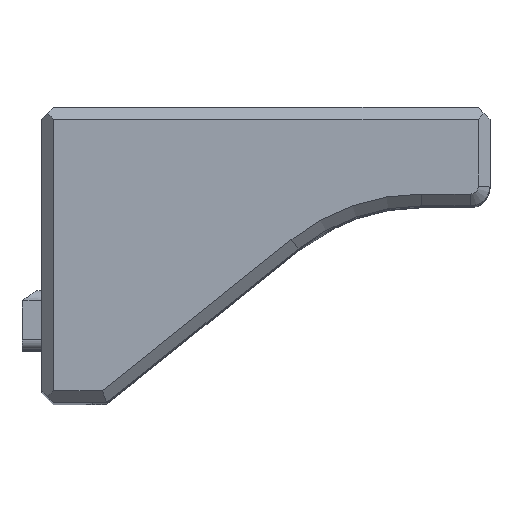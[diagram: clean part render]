
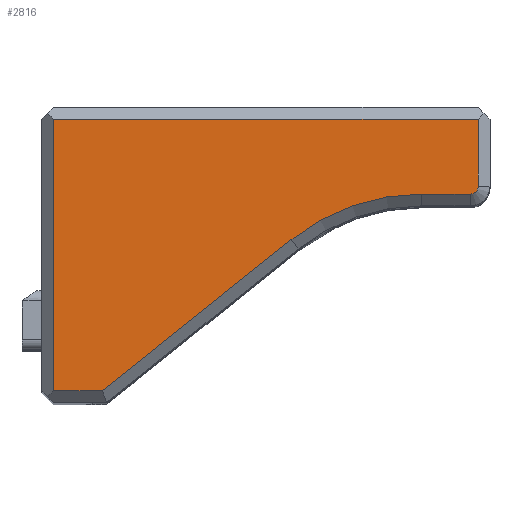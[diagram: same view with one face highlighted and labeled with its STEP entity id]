
A CAD part, top view. The second image highlights one B-rep face of the part: STEP entity #2816.
In plain terms, the highlighted planar face has unit normal (0, 0, 1).
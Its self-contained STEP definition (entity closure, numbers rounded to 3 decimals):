
#127 = CARTESIAN_POINT ( 'NONE',  ( 19.298, -4.4, -109.427 ) ) ;
#189 = VERTEX_POINT ( 'NONE', #127 ) ;
#270 = CARTESIAN_POINT ( 'NONE',  ( 0.6, -15., -109.427 ) ) ;
#305 = VECTOR ( 'NONE', #2511, 1000. ) ;
#334 = CARTESIAN_POINT ( 'NONE',  ( 22.188, -15., -109.427 ) ) ;
#341 = CIRCLE ( 'NONE', #3926, 10.6 ) ;
#395 = EDGE_CURVE ( 'NONE', #4515, #3772, #725, .T. ) ;
#505 = DIRECTION ( 'NONE',  ( 0., 0., 1. ) ) ;
#510 = CIRCLE ( 'NONE', #1959, 0.4 ) ;
#516 = ORIENTED_EDGE ( 'NONE', *, *, #3745, .T. ) ;
#709 = LINE ( 'NONE', #4624, #2375 ) ;
#715 = LINE ( 'NONE', #2175, #1924 ) ;
#725 = LINE ( 'NONE', #2547, #3665 ) ;
#841 = CARTESIAN_POINT ( 'NONE',  ( 21.787, -4.4, -109.427 ) ) ;
#845 = VECTOR ( 'NONE', #2988, 1000. ) ;
#985 = EDGE_CURVE ( 'NONE', #1261, #4350, #510, .T. ) ;
#1063 = EDGE_CURVE ( 'NONE', #3020, #3137, #709, .T. ) ;
#1083 = DIRECTION ( 'NONE',  ( -1., 0., 0. ) ) ;
#1156 = VERTEX_POINT ( 'NONE', #2234 ) ;
#1184 = CARTESIAN_POINT ( 'NONE',  ( 22.188, -0.6, -109.427 ) ) ;
#1261 = VERTEX_POINT ( 'NONE', #841 ) ;
#1358 = ORIENTED_EDGE ( 'NONE', *, *, #1063, .T. ) ;
#1445 = DIRECTION ( 'NONE',  ( 0., 0., -1. ) ) ;
#1554 = LINE ( 'NONE', #1880, #845 ) ;
#1583 = CARTESIAN_POINT ( 'NONE',  ( 0., -15., -109.427 ) ) ;
#1880 = CARTESIAN_POINT ( 'NONE',  ( 21.787, -4.4, -109.427 ) ) ;
#1924 = VECTOR ( 'NONE', #2486, 1000. ) ;
#1959 = AXIS2_PLACEMENT_3D ( 'NONE', #1972, #2385, #3844 ) ;
#1972 = CARTESIAN_POINT ( 'NONE',  ( 21.787, -4., -109.427 ) ) ;
#1987 = FACE_OUTER_BOUND ( 'NONE', #2602, .T. ) ;
#1990 = ORIENTED_EDGE ( 'NONE', *, *, #2428, .T. ) ;
#2016 = DIRECTION ( 'NONE',  ( 1., 0., 0. ) ) ;
#2165 = CARTESIAN_POINT ( 'NONE',  ( 19.298, -15., -109.427 ) ) ;
#2169 = DIRECTION ( 'NONE',  ( 0.781, 0.625, 0. ) ) ;
#2175 = CARTESIAN_POINT ( 'NONE',  ( 3.3, -14.4, -109.427 ) ) ;
#2234 = CARTESIAN_POINT ( 'NONE',  ( 0.6, -14.4, -109.427 ) ) ;
#2375 = VECTOR ( 'NONE', #2169, 1000. ) ;
#2385 = DIRECTION ( 'NONE',  ( 0., 0., 1. ) ) ;
#2428 = EDGE_CURVE ( 'NONE', #1156, #3020, #715, .T. ) ;
#2469 = CARTESIAN_POINT ( 'NONE',  ( 3.089, -14.4, -109.427 ) ) ;
#2486 = DIRECTION ( 'NONE',  ( 1., 0., 0. ) ) ;
#2511 = DIRECTION ( 'NONE',  ( 0., 1., 0. ) ) ;
#2547 = CARTESIAN_POINT ( 'NONE',  ( 0., -0.6, -109.427 ) ) ;
#2570 = CARTESIAN_POINT ( 'NONE',  ( 0.6, -0.6, -109.427 ) ) ;
#2602 = EDGE_LOOP ( 'NONE', ( #1358, #516, #3321, #3047, #4178, #3248, #2890, #1990 ) ) ;
#2605 = VECTOR ( 'NONE', #2829, 1000. ) ;
#2683 = AXIS2_PLACEMENT_3D ( 'NONE', #1583, #505, #2016 ) ;
#2816 = ADVANCED_FACE ( 'NONE', ( #1987 ), #3832, .T. ) ;
#2829 = DIRECTION ( 'NONE',  ( 0., -1., 0. ) ) ;
#2890 = ORIENTED_EDGE ( 'NONE', *, *, #3015, .T. ) ;
#2986 = CARTESIAN_POINT ( 'NONE',  ( 12.672, -6.726, -109.427 ) ) ;
#2988 = DIRECTION ( 'NONE',  ( 1., 0., 0. ) ) ;
#3015 = EDGE_CURVE ( 'NONE', #3772, #1156, #3542, .T. ) ;
#3020 = VERTEX_POINT ( 'NONE', #2469 ) ;
#3047 = ORIENTED_EDGE ( 'NONE', *, *, #985, .T. ) ;
#3137 = VERTEX_POINT ( 'NONE', #2986 ) ;
#3248 = ORIENTED_EDGE ( 'NONE', *, *, #395, .T. ) ;
#3321 = ORIENTED_EDGE ( 'NONE', *, *, #4122, .T. ) ;
#3542 = LINE ( 'NONE', #270, #2605 ) ;
#3665 = VECTOR ( 'NONE', #1083, 1000. ) ;
#3745 = EDGE_CURVE ( 'NONE', #3137, #189, #341, .T. ) ;
#3772 = VERTEX_POINT ( 'NONE', #2570 ) ;
#3832 = PLANE ( 'NONE',  #2683 ) ;
#3844 = DIRECTION ( 'NONE',  ( 1., 0., 0. ) ) ;
#3926 = AXIS2_PLACEMENT_3D ( 'NONE', #2165, #1445, #4359 ) ;
#4122 = EDGE_CURVE ( 'NONE', #189, #1261, #1554, .T. ) ;
#4178 = ORIENTED_EDGE ( 'NONE', *, *, #4409, .T. ) ;
#4327 = CARTESIAN_POINT ( 'NONE',  ( 22.188, -4., -109.427 ) ) ;
#4350 = VERTEX_POINT ( 'NONE', #4327 ) ;
#4359 = DIRECTION ( 'NONE',  ( 1., 0., 0. ) ) ;
#4409 = EDGE_CURVE ( 'NONE', #4350, #4515, #4728, .T. ) ;
#4515 = VERTEX_POINT ( 'NONE', #1184 ) ;
#4624 = CARTESIAN_POINT ( 'NONE',  ( 12.672, -6.726, -109.427 ) ) ;
#4728 = LINE ( 'NONE', #334, #305 ) ;
